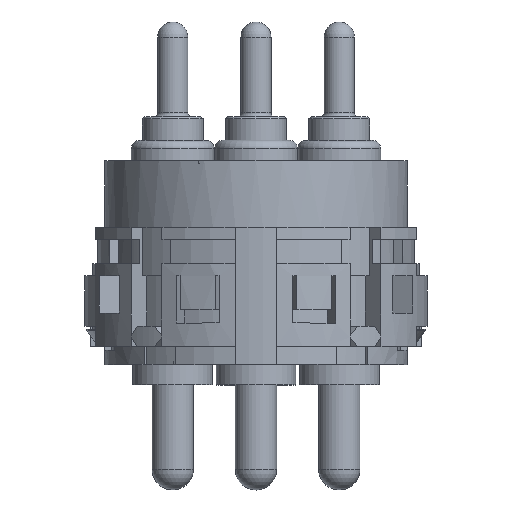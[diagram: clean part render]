
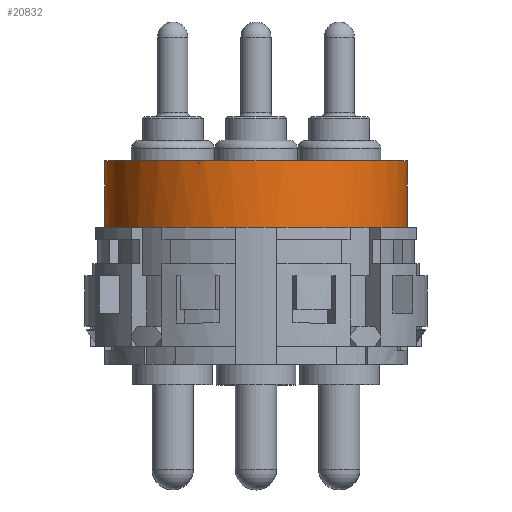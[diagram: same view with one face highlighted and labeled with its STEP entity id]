
A CAD part, top view. The second image highlights one B-rep face of the part: STEP entity #20832.
In plain terms, the highlighted cylindrical face has radius 7.5 mm (diameter 15 mm), a partial arc.
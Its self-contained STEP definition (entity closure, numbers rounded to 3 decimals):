
#2616=CARTESIAN_POINT('',(0.,6.8,0.));
#2617=DIRECTION('',(0.,1.,0.));
#2618=DIRECTION('',(0.137,0.,0.991));
#2619=AXIS2_PLACEMENT_3D('',#2616,#2617,#2618);
#2634=CARTESIAN_POINT('',(0.,6.8,0.));
#2635=DIRECTION('',(0.,1.,0.));
#2636=DIRECTION('',(0.93,0.,0.368));
#2637=AXIS2_PLACEMENT_3D('',#2634,#2635,#2636);
#2644=CARTESIAN_POINT('',(0.,6.8,0.));
#2645=DIRECTION('',(0.,1.,0.));
#2646=DIRECTION('',(-1.,0.,0.));
#2647=AXIS2_PLACEMENT_3D('',#2644,#2645,#2646);
#2662=CARTESIAN_POINT('',(0.,6.8,0.));
#2663=DIRECTION('',(0.,1.,0.));
#2664=DIRECTION('',(-0.779,0.,0.627));
#2665=AXIS2_PLACEMENT_3D('',#2662,#2663,#2664);
#2897=CARTESIAN_POINT('',(0.,6.8,0.));
#2898=DIRECTION('',(0.,1.,0.));
#2899=DIRECTION('',(0.779,0.,0.627));
#2900=AXIS2_PLACEMENT_3D('',#2897,#2898,#2899);
#2902=CARTESIAN_POINT('',(0.,6.8,0.));
#2903=DIRECTION('',(0.,1.,0.));
#2904=DIRECTION('',(-0.137,0.,0.991));
#2905=AXIS2_PLACEMENT_3D('',#2902,#2903,#2904);
#2907=CARTESIAN_POINT('',(0.,6.8,0.));
#2908=DIRECTION('',(0.,1.,0.));
#2909=DIRECTION('',(-0.93,0.,0.368));
#2910=AXIS2_PLACEMENT_3D('',#2907,#2908,#2909);
#2912=DIRECTION('',(0.,1.,0.));
#2913=VECTOR('',#2912,3.3);
#2914=CARTESIAN_POINT('',(-7.5,6.8,0.));
#2915=LINE('',#2914,#2913);
#3097=DIRECTION('',(0.,1.,0.));
#3098=VECTOR('',#3097,3.3);
#3099=CARTESIAN_POINT('',(7.5,6.8,0.));
#3100=LINE('',#3099,#3098);
#3101=CARTESIAN_POINT('',(0.,10.1,0.));
#3102=DIRECTION('',(0.,1.,0.));
#3103=DIRECTION('',(-1.,0.,0.));
#3104=AXIS2_PLACEMENT_3D('',#3101,#3102,#3103);
#14870=CARTESIAN_POINT('',(-7.5,10.1,0.));
#14871=CARTESIAN_POINT('',(7.5,10.1,0.));
#14872=VERTEX_POINT('',#14870);
#14873=VERTEX_POINT('',#14871);
#14874=CARTESIAN_POINT('',(7.5,6.8,0.));
#14875=CARTESIAN_POINT('',(-7.5,6.8,0.));
#14876=VERTEX_POINT('',#14874);
#14877=VERTEX_POINT('',#14875);
#15137=CARTESIAN_POINT('',(-1.025,6.8,7.43));
#15139=VERTEX_POINT('',#15137);
#15140=CARTESIAN_POINT('',(1.025,6.8,7.43));
#15142=VERTEX_POINT('',#15140);
#15217=CARTESIAN_POINT('',(-6.975,6.8,2.757));
#15219=VERTEX_POINT('',#15217);
#15230=CARTESIAN_POINT('',(-5.843,6.8,4.702));
#15232=VERTEX_POINT('',#15230);
#15264=CARTESIAN_POINT('',(6.975,6.8,2.757));
#15266=VERTEX_POINT('',#15264);
#15303=CARTESIAN_POINT('',(5.843,6.8,4.702));
#15305=VERTEX_POINT('',#15303);
#20810=CARTESIAN_POINT('',(0.,6.8,0.));
#20811=DIRECTION('',(0.,1.,0.));
#20812=DIRECTION('',(-1.,0.,0.));
#20813=AXIS2_PLACEMENT_3D('',#20810,#20811,#20812);
#20814=CYLINDRICAL_SURFACE('',#20813,7.5);
#20815=ORIENTED_EDGE('',*,*,#20798,.F.);
#20816=ORIENTED_EDGE('',*,*,#20380,.F.);
#20818=ORIENTED_EDGE('',*,*,#20817,.F.);
#20819=ORIENTED_EDGE('',*,*,#20400,.F.);
#20821=ORIENTED_EDGE('',*,*,#20820,.F.);
#20822=ORIENTED_EDGE('',*,*,#20392,.F.);
#20824=ORIENTED_EDGE('',*,*,#20823,.T.);
#20826=ORIENTED_EDGE('',*,*,#20825,.T.);
#20828=ORIENTED_EDGE('',*,*,#20827,.F.);
#20829=ORIENTED_EDGE('',*,*,#20388,.F.);
#20830=EDGE_LOOP('',(#20815,#20816,#20818,#20819,#20821,#20822,#20824,#20826,
#20828,#20829));
#20831=FACE_OUTER_BOUND('',#20830,.F.);
#2620=CIRCLE('',#2619,7.5);
#2638=CIRCLE('',#2637,7.5);
#2648=CIRCLE('',#2647,7.5);
#2666=CIRCLE('',#2665,7.5);
#2901=CIRCLE('',#2900,7.5);
#2906=CIRCLE('',#2905,7.5);
#2911=CIRCLE('',#2910,7.5);
#3105=CIRCLE('',#3104,7.5);
#20380=EDGE_CURVE('',#15142,#15305,#2620,.T.);
#20388=EDGE_CURVE('',#15266,#14876,#2638,.T.);
#20392=EDGE_CURVE('',#14877,#15219,#2648,.T.);
#20400=EDGE_CURVE('',#15232,#15139,#2666,.T.);
#20798=EDGE_CURVE('',#15305,#15266,#2901,.T.);
#20817=EDGE_CURVE('',#15139,#15142,#2906,.T.);
#20820=EDGE_CURVE('',#15219,#15232,#2911,.T.);
#20823=EDGE_CURVE('',#14877,#14872,#2915,.T.);
#20825=EDGE_CURVE('',#14872,#14873,#3105,.T.);
#20827=EDGE_CURVE('',#14876,#14873,#3100,.T.);
#20832=ADVANCED_FACE('',(#20831),#20814,.T.);
